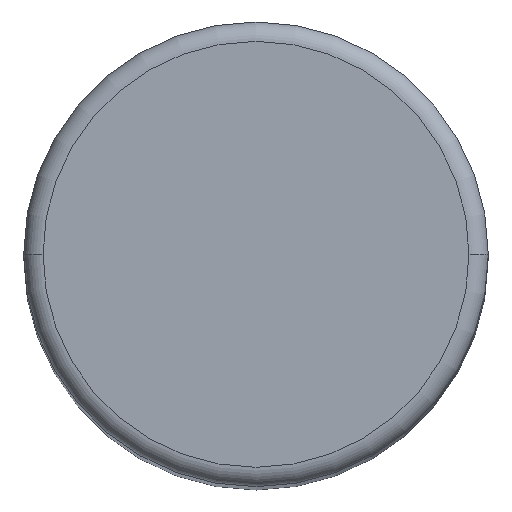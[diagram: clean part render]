
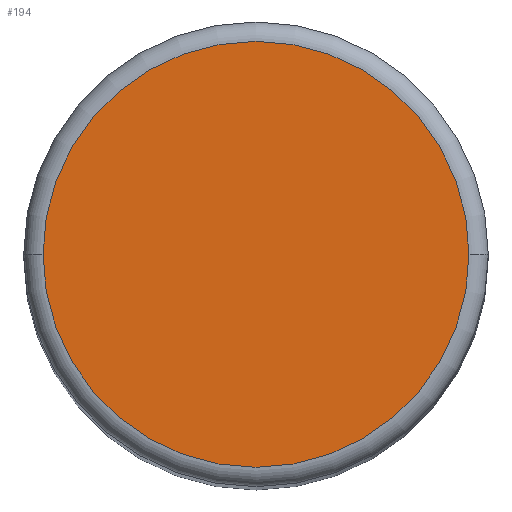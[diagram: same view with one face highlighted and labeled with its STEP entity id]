
A CAD part, top view. The second image highlights one B-rep face of the part: STEP entity #194.
In plain terms, the highlighted planar face has unit normal (0, 0, 1).
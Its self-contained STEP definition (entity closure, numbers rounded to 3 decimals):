
#56=CARTESIAN_POINT('',(0.,0.,0.));
#57=DIRECTION('',(0.,0.,1.));
#58=DIRECTION('',(-1.,0.,0.));
#59=AXIS2_PLACEMENT_3D('',#56,#57,#58);
#65=CARTESIAN_POINT('',(0.,0.,0.));
#66=DIRECTION('',(0.,0.,1.));
#67=DIRECTION('',(1.,0.,0.));
#68=AXIS2_PLACEMENT_3D('',#65,#66,#67);
#167=CARTESIAN_POINT('',(-5.5,0.,0.));
#168=CARTESIAN_POINT('',(5.5,0.,0.));
#169=VERTEX_POINT('',#167);
#170=VERTEX_POINT('',#168);
#183=CARTESIAN_POINT('',(0.,0.,0.));
#184=DIRECTION('',(0.,0.,1.));
#185=DIRECTION('',(1.,0.,0.));
#186=AXIS2_PLACEMENT_3D('',#183,#184,#185);
#187=PLANE('',#186);
#189=ORIENTED_EDGE('',*,*,#188,.F.);
#191=ORIENTED_EDGE('',*,*,#190,.F.);
#192=EDGE_LOOP('',(#189,#191));
#193=FACE_OUTER_BOUND('',#192,.F.);
#194=ADVANCED_FACE('',(#193),#187,.T.);
#60=CIRCLE('',#59,5.5);
#69=CIRCLE('',#68,5.5);
#188=EDGE_CURVE('',#169,#170,#60,.T.);
#190=EDGE_CURVE('',#170,#169,#69,.T.);
